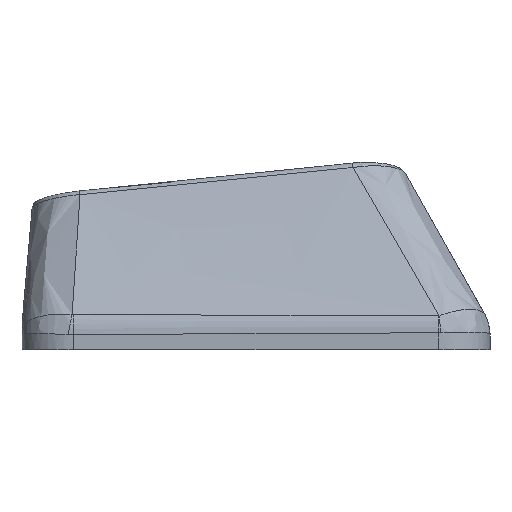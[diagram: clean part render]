
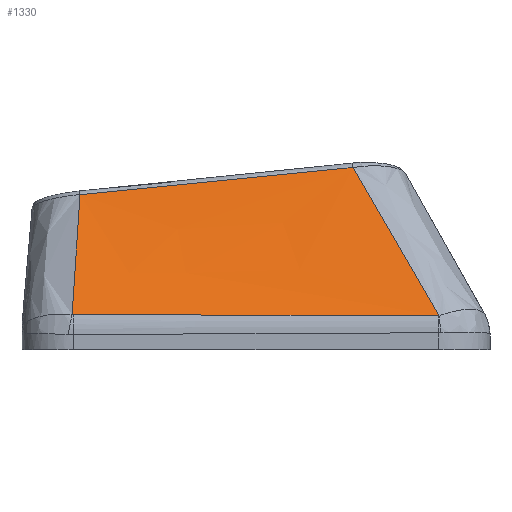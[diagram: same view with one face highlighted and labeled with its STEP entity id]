
A CAD part, left-side view. The second image highlights one B-rep face of the part: STEP entity #1330.
In plain terms, the highlighted free-form (B-spline) face has degree [3, 3] with [4, 4] control points.
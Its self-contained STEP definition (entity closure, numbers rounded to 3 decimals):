
#231=FACE_OUTER_BOUND('',#311,.T.);
#311=EDGE_LOOP('',(#935,#936,#937,#938,#939,#940));
#408=B_SPLINE_CURVE_WITH_KNOTS('',3,(#2211,#2212,#2213,#2214),
 .UNSPECIFIED.,.F.,.F.,(4,4),(0.,0.002),
 .UNSPECIFIED.);
#410=B_SPLINE_CURVE_WITH_KNOTS('',3,(#2238,#2239,#2240,#2241),
 .UNSPECIFIED.,.F.,.F.,(4,4),(0.,1.416),.UNSPECIFIED.);
#412=B_SPLINE_CURVE_WITH_KNOTS('',3,(#2265,#2266,#2267,#2268),
 .UNSPECIFIED.,.F.,.F.,(4,4),(0.,0.005),
 .UNSPECIFIED.);
#427=B_SPLINE_CURVE_WITH_KNOTS('',3,(#2544,#2545,#2546,#2547),
 .UNSPECIFIED.,.F.,.F.,(4,4),(0.029,0.752),
 .UNSPECIFIED.);
#428=B_SPLINE_CURVE_WITH_KNOTS('',3,(#2549,#2550,#2551,#2552),
 .UNSPECIFIED.,.F.,.F.,(4,4),(-1.064,0.),
 .UNSPECIFIED.);
#429=B_SPLINE_CURVE_WITH_KNOTS('',3,(#2553,#2554,#2555,#2556),
 .UNSPECIFIED.,.F.,.F.,(4,4),(-0.566,-0.021),
 .UNSPECIFIED.);
#528=VERTEX_POINT('',#2173);
#530=VERTEX_POINT('',#2204);
#532=VERTEX_POINT('',#2231);
#534=VERTEX_POINT('',#2258);
#550=VERTEX_POINT('',#2543);
#551=VERTEX_POINT('',#2548);
#676=EDGE_CURVE('',#528,#530,#408,.T.);
#679=EDGE_CURVE('',#530,#532,#410,.T.);
#682=EDGE_CURVE('',#532,#534,#412,.T.);
#706=EDGE_CURVE('',#550,#528,#427,.T.);
#707=EDGE_CURVE('',#551,#550,#428,.T.);
#708=EDGE_CURVE('',#534,#551,#429,.T.);
#935=ORIENTED_EDGE('',*,*,#682,.F.);
#936=ORIENTED_EDGE('',*,*,#679,.F.);
#937=ORIENTED_EDGE('',*,*,#676,.F.);
#938=ORIENTED_EDGE('',*,*,#706,.F.);
#939=ORIENTED_EDGE('',*,*,#707,.F.);
#940=ORIENTED_EDGE('',*,*,#708,.F.);
#1285=B_SPLINE_SURFACE_WITH_KNOTS('',3,3,((#2527,#2528,#2529,#2530),(#2531,
#2532,#2533,#2534),(#2535,#2536,#2537,#2538),(#2539,#2540,#2541,#2542)),
 .UNSPECIFIED.,.F.,.F.,.F.,(4,4),(4,4),(0.1,0.893),
(0.035,0.951),.UNSPECIFIED.);
#1330=ADVANCED_FACE('',(#231),#1285,.T.);
#2173=CARTESIAN_POINT('',(-8.927,-7.101,0.313));
#2204=CARTESIAN_POINT('',(-8.928,-7.078,0.312));
#2211=CARTESIAN_POINT('Ctrl Pts',(-8.927,-7.101,0.313));
#2212=CARTESIAN_POINT('Ctrl Pts',(-8.927,-7.093,0.312));
#2213=CARTESIAN_POINT('Ctrl Pts',(-8.928,-7.086,0.312));
#2214=CARTESIAN_POINT('Ctrl Pts',(-8.928,-7.078,0.312));
#2231=CARTESIAN_POINT('',(-8.865,7.085,0.357));
#2238=CARTESIAN_POINT('Ctrl Pts',(-8.928,-7.078,0.312));
#2239=CARTESIAN_POINT('Ctrl Pts',(-8.911,-2.357,0.325));
#2240=CARTESIAN_POINT('Ctrl Pts',(-8.892,2.364,0.34));
#2241=CARTESIAN_POINT('Ctrl Pts',(-8.865,7.085,0.357));
#2258=CARTESIAN_POINT('',(-8.862,7.138,0.362));
#2265=CARTESIAN_POINT('Ctrl Pts',(-8.865,7.085,0.357));
#2266=CARTESIAN_POINT('Ctrl Pts',(-8.865,7.103,0.357));
#2267=CARTESIAN_POINT('Ctrl Pts',(-8.864,7.12,0.359));
#2268=CARTESIAN_POINT('Ctrl Pts',(-8.862,7.138,0.362));
#2527=CARTESIAN_POINT('Ctrl Pts',(-6.078,-4.132,6.119));
#2528=CARTESIAN_POINT('Ctrl Pts',(-7.028,-5.122,4.183));
#2529=CARTESIAN_POINT('Ctrl Pts',(-7.978,-6.112,2.248));
#2530=CARTESIAN_POINT('Ctrl Pts',(-8.928,-7.102,0.312));
#2531=CARTESIAN_POINT('Ctrl Pts',(-6.078,-0.376,
5.74));
#2532=CARTESIAN_POINT('Ctrl Pts',(-7.028,-1.036,3.924));
#2533=CARTESIAN_POINT('Ctrl Pts',(-7.978,-1.695,2.108));
#2534=CARTESIAN_POINT('Ctrl Pts',(-8.928,-2.355,0.292));
#2535=CARTESIAN_POINT('Ctrl Pts',(-6.078,3.381,5.361));
#2536=CARTESIAN_POINT('Ctrl Pts',(-7.028,3.051,3.665));
#2537=CARTESIAN_POINT('Ctrl Pts',(-7.978,2.721,1.969));
#2538=CARTESIAN_POINT('Ctrl Pts',(-8.928,2.391,0.273));
#2539=CARTESIAN_POINT('Ctrl Pts',(-6.078,7.137,4.982));
#2540=CARTESIAN_POINT('Ctrl Pts',(-7.028,7.137,3.406));
#2541=CARTESIAN_POINT('Ctrl Pts',(-7.978,7.137,1.83));
#2542=CARTESIAN_POINT('Ctrl Pts',(-8.928,7.138,0.254));
#2543=CARTESIAN_POINT('',(-6.085,-3.765,6.067));
#2544=CARTESIAN_POINT('Ctrl Pts',(-6.085,-3.765,6.067));
#2545=CARTESIAN_POINT('Ctrl Pts',(-7.038,-4.882,4.153));
#2546=CARTESIAN_POINT('Ctrl Pts',(-7.984,-5.993,2.234));
#2547=CARTESIAN_POINT('Ctrl Pts',(-8.927,-7.101,0.313));
#2548=CARTESIAN_POINT('',(-6.078,6.827,5.013));
#2549=CARTESIAN_POINT('Ctrl Pts',(-6.078,6.827,5.013));
#2550=CARTESIAN_POINT('Ctrl Pts',(-6.081,3.297,5.364));
#2551=CARTESIAN_POINT('Ctrl Pts',(-6.083,-0.234,
5.716));
#2552=CARTESIAN_POINT('Ctrl Pts',(-6.085,-3.765,6.067));
#2553=CARTESIAN_POINT('Ctrl Pts',(-8.862,7.138,0.362));
#2554=CARTESIAN_POINT('Ctrl Pts',(-7.929,7.028,1.91));
#2555=CARTESIAN_POINT('Ctrl Pts',(-7.,6.923,3.46));
#2556=CARTESIAN_POINT('Ctrl Pts',(-6.078,6.827,5.013));
